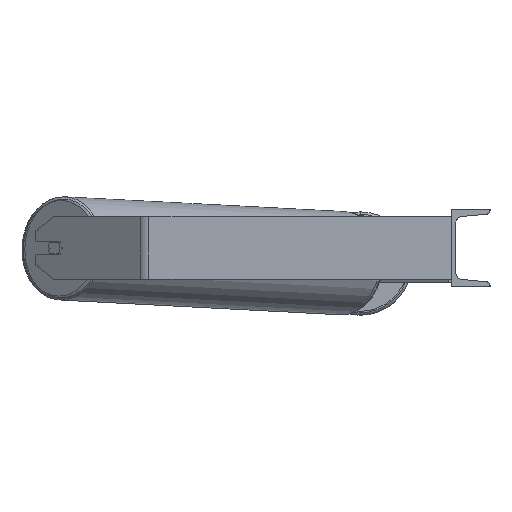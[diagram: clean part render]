
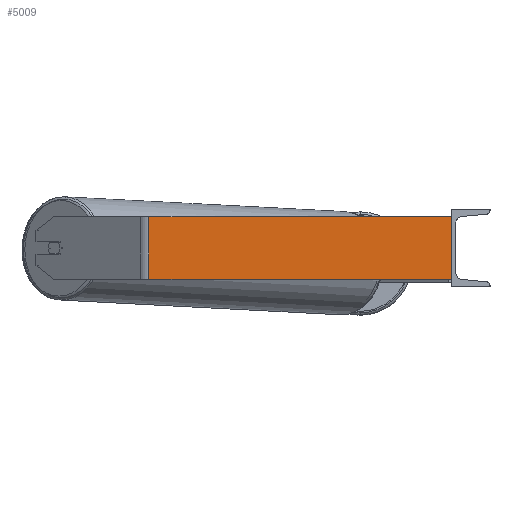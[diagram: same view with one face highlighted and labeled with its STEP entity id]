
A CAD part, left-side view. The second image highlights one B-rep face of the part: STEP entity #5009.
In plain terms, the highlighted planar face has unit normal (-1, 0, 0).
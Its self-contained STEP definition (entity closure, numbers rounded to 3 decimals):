
#184 = CARTESIAN_POINT ( 'NONE',  ( -885., 388.515, -40. ) ) ;
#334 = ORIENTED_EDGE ( 'NONE', *, *, #6134, .F. ) ;
#374 = EDGE_CURVE ( 'NONE', #4994, #798, #4739, .T. ) ;
#685 = LINE ( 'NONE', #4726, #1346 ) ;
#714 = ORIENTED_EDGE ( 'NONE', *, *, #374, .F. ) ;
#798 = VERTEX_POINT ( 'NONE', #8200 ) ;
#1172 = EDGE_LOOP ( 'NONE', ( #2779, #334, #714, #6297 ) ) ;
#1346 = VECTOR ( 'NONE', #5494, 1000. ) ;
#1399 = DIRECTION ( 'NONE',  ( 0., 0., -1. ) ) ;
#1535 = CARTESIAN_POINT ( 'NONE',  ( -885., 388.515, 40. ) ) ;
#2404 = VERTEX_POINT ( 'NONE', #184 ) ;
#2779 = ORIENTED_EDGE ( 'NONE', *, *, #6069, .T. ) ;
#3173 = VERTEX_POINT ( 'NONE', #3265 ) ;
#3227 = LINE ( 'NONE', #8779, #8609 ) ;
#3265 = CARTESIAN_POINT ( 'NONE',  ( -885., 0., -40. ) ) ;
#3373 = EDGE_CURVE ( 'NONE', #4994, #2404, #6273, .T. ) ;
#4441 = DIRECTION ( 'NONE',  ( 0., 1., 0. ) ) ;
#4726 = CARTESIAN_POINT ( 'NONE',  ( -885., 0., 40. ) ) ;
#4739 = LINE ( 'NONE', #6115, #7702 ) ;
#4994 = VERTEX_POINT ( 'NONE', #1535 ) ;
#5009 = ADVANCED_FACE ( 'NONE', ( #6631 ), #7862, .F. ) ;
#5381 = AXIS2_PLACEMENT_3D ( 'NONE', #5807, #7958, #4441 ) ;
#5463 = DIRECTION ( 'NONE',  ( 0., -1., 0. ) ) ;
#5494 = DIRECTION ( 'NONE',  ( 0., 0., -1. ) ) ;
#5724 = CARTESIAN_POINT ( 'NONE',  ( -885., 388.515, 40. ) ) ;
#5807 = CARTESIAN_POINT ( 'NONE',  ( -885., 394.339, 40. ) ) ;
#6069 = EDGE_CURVE ( 'NONE', #2404, #3173, #3227, .T. ) ;
#6115 = CARTESIAN_POINT ( 'NONE',  ( -885., 394.339, 40. ) ) ;
#6134 = EDGE_CURVE ( 'NONE', #798, #3173, #685, .T. ) ;
#6273 = LINE ( 'NONE', #5724, #8062 ) ;
#6297 = ORIENTED_EDGE ( 'NONE', *, *, #3373, .T. ) ;
#6631 = FACE_OUTER_BOUND ( 'NONE', #1172, .T. ) ;
#6654 = DIRECTION ( 'NONE',  ( 0., -1., 0. ) ) ;
#7702 = VECTOR ( 'NONE', #5463, 1000. ) ;
#7862 = PLANE ( 'NONE',  #5381 ) ;
#7958 = DIRECTION ( 'NONE',  ( 1., 0., 0. ) ) ;
#8062 = VECTOR ( 'NONE', #1399, 1000. ) ;
#8200 = CARTESIAN_POINT ( 'NONE',  ( -885., 0., 40. ) ) ;
#8609 = VECTOR ( 'NONE', #6654, 1000. ) ;
#8779 = CARTESIAN_POINT ( 'NONE',  ( -885., 394.339, -40. ) ) ;
